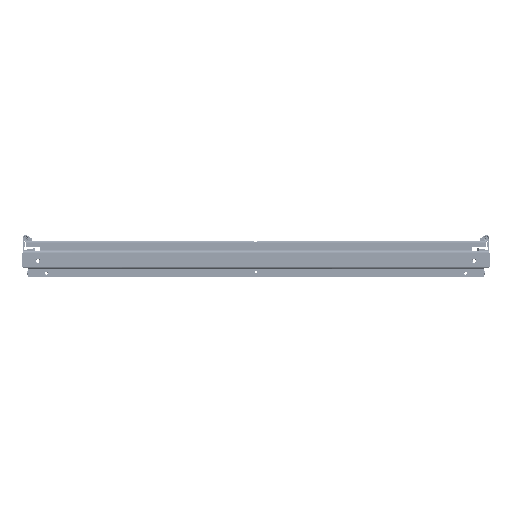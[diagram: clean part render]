
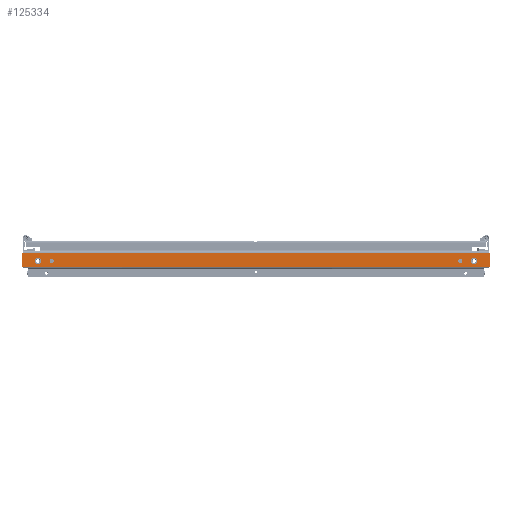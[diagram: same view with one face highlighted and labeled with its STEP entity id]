
A CAD part, front view. The second image highlights one B-rep face of the part: STEP entity #125334.
In plain terms, the highlighted face is planar.
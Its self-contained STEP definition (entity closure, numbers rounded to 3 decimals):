
#436 = EDGE_CURVE ( 'NONE', #6251, #38083, #88700, .T. ) ;
#1336 = CARTESIAN_POINT ( 'NONE',  ( -567.5, -3.319, 0. ) ) ;
#1584 = ORIENTED_EDGE ( 'NONE', *, *, #104259, .T. ) ;
#2062 = EDGE_LOOP ( 'NONE', ( #145255, #134958 ) ) ;
#6251 = VERTEX_POINT ( 'NONE', #26425 ) ;
#6891 = LINE ( 'NONE', #41738, #136688 ) ;
#6939 = AXIS2_PLACEMENT_3D ( 'NONE', #88525, #124938, #89287 ) ;
#8046 = CIRCLE ( 'NONE', #90305, 5.5 ) ;
#8912 = DIRECTION ( 'NONE',  ( 0., 0., 1. ) ) ;
#9262 = ORIENTED_EDGE ( 'NONE', *, *, #15236, .T. ) ;
#9486 = VECTOR ( 'NONE', #101919, 1000. ) ;
#9806 = PLANE ( 'NONE',  #6939 ) ;
#11398 = DIRECTION ( 'NONE',  ( 0., 1., 0. ) ) ;
#11461 = CARTESIAN_POINT ( 'NONE',  ( -524.5, -3.319, 0. ) ) ;
#12530 = DIRECTION ( 'NONE',  ( 0., 0., 1. ) ) ;
#13561 = LINE ( 'NONE', #81661, #46900 ) ;
#14777 = CIRCLE ( 'NONE', #46230, 5.5 ) ;
#15236 = EDGE_CURVE ( 'NONE', #39163, #147925, #55728, .T. ) ;
#16927 = DIRECTION ( 'NONE',  ( -1., 0., 0. ) ) ;
#17914 = AXIS2_PLACEMENT_3D ( 'NONE', #143499, #27581, #16927 ) ;
#18909 = FACE_BOUND ( 'NONE', #59952, .T. ) ;
#20137 = LINE ( 'NONE', #100419, #29013 ) ;
#20598 = VERTEX_POINT ( 'NONE', #60915 ) ;
#21704 = EDGE_CURVE ( 'NONE', #134125, #29733, #6891, .T. ) ;
#23084 = DIRECTION ( 'NONE',  ( -1., 0., 0. ) ) ;
#26425 = CARTESIAN_POINT ( 'NONE',  ( -551.5, -3.319, 0. ) ) ;
#27581 = DIRECTION ( 'NONE',  ( 0., 0., -1. ) ) ;
#28355 = ORIENTED_EDGE ( 'NONE', *, *, #74593, .T. ) ;
#29013 = VECTOR ( 'NONE', #41352, 1000. ) ;
#29419 = AXIS2_PLACEMENT_3D ( 'NONE', #117931, #57366, #46005 ) ;
#29733 = VERTEX_POINT ( 'NONE', #67435 ) ;
#30419 = CARTESIAN_POINT ( 'NONE',  ( 567.5, -3.319, 0. ) ) ;
#30912 = CARTESIAN_POINT ( 'NONE',  ( -524.5, -3.319, 0. ) ) ;
#31125 = LINE ( 'NONE', #88623, #101407 ) ;
#32255 = CARTESIAN_POINT ( 'NONE',  ( -600., -22., 0. ) ) ;
#32933 = EDGE_LOOP ( 'NONE', ( #1584, #121672 ) ) ;
#33420 = CARTESIAN_POINT ( 'NONE',  ( 551.5, -3.319, 0. ) ) ;
#34637 = CARTESIAN_POINT ( 'NONE',  ( 519., -3.319, 0. ) ) ;
#36561 = CARTESIAN_POINT ( 'NONE',  ( 600., 18., 0. ) ) ;
#36888 = ORIENTED_EDGE ( 'NONE', *, *, #51835, .F. ) ;
#37311 = CIRCLE ( 'NONE', #17914, 8. ) ;
#38083 = VERTEX_POINT ( 'NONE', #1336 ) ;
#39163 = VERTEX_POINT ( 'NONE', #87040 ) ;
#40929 = CARTESIAN_POINT ( 'NONE',  ( 530., -3.319, 0. ) ) ;
#41352 = DIRECTION ( 'NONE',  ( -1., 0., 0. ) ) ;
#41738 = CARTESIAN_POINT ( 'NONE',  ( -600., -18., 0. ) ) ;
#41764 = CARTESIAN_POINT ( 'NONE',  ( -597.935, -18., 0. ) ) ;
#42609 = CARTESIAN_POINT ( 'NONE',  ( -600., -18., 0. ) ) ;
#43617 = ORIENTED_EDGE ( 'NONE', *, *, #44370, .T. ) ;
#44370 = EDGE_CURVE ( 'NONE', #122378, #39163, #20137, .T. ) ;
#46005 = DIRECTION ( 'NONE',  ( 1., 0., 0. ) ) ;
#46230 = AXIS2_PLACEMENT_3D ( 'NONE', #11461, #68987, #92438 ) ;
#46900 = VECTOR ( 'NONE', #142338, 1000. ) ;
#46950 = VERTEX_POINT ( 'NONE', #33420 ) ;
#49017 = VECTOR ( 'NONE', #88757, 1000. ) ;
#50320 = DIRECTION ( 'NONE',  ( 1., 0., 0. ) ) ;
#51099 = CIRCLE ( 'NONE', #126164, 5.5 ) ;
#51188 = EDGE_CURVE ( 'NONE', #147925, #134125, #66786, .T. ) ;
#51835 = EDGE_CURVE ( 'NONE', #38083, #6251, #77758, .T. ) ;
#53301 = EDGE_CURVE ( 'NONE', #20598, #124275, #143658, .T. ) ;
#55650 = EDGE_LOOP ( 'NONE', ( #132004, #103566 ) ) ;
#55728 = LINE ( 'NONE', #32255, #9486 ) ;
#55772 = CARTESIAN_POINT ( 'NONE',  ( 600., 18., 0. ) ) ;
#57366 = DIRECTION ( 'NONE',  ( 0., 0., 1. ) ) ;
#57775 = DIRECTION ( 'NONE',  ( -1., 0., 0. ) ) ;
#59701 = DIRECTION ( 'NONE',  ( -1., 0., 0. ) ) ;
#59952 = EDGE_LOOP ( 'NONE', ( #134861, #36888 ) ) ;
#60717 = ORIENTED_EDGE ( 'NONE', *, *, #96133, .T. ) ;
#60915 = CARTESIAN_POINT ( 'NONE',  ( -530., -3.319, 0. ) ) ;
#65055 = FACE_OUTER_BOUND ( 'NONE', #130610, .T. ) ;
#66786 = LINE ( 'NONE', #42609, #49017 ) ;
#67435 = CARTESIAN_POINT ( 'NONE',  ( 597.935, -18., 0. ) ) ;
#67900 = ORIENTED_EDGE ( 'NONE', *, *, #125759, .T. ) ;
#68987 = DIRECTION ( 'NONE',  ( 0., 0., 1. ) ) ;
#70451 = CARTESIAN_POINT ( 'NONE',  ( 600., -18., 0. ) ) ;
#70805 = CARTESIAN_POINT ( 'NONE',  ( -559.5, -3.319, 0. ) ) ;
#74593 = EDGE_CURVE ( 'NONE', #142211, #122378, #86406, .T. ) ;
#77758 = CIRCLE ( 'NONE', #29419, 8. ) ;
#78213 = VERTEX_POINT ( 'NONE', #34637 ) ;
#78664 = FACE_BOUND ( 'NONE', #55650, .T. ) ;
#78813 = CARTESIAN_POINT ( 'NONE',  ( -519., -3.319, 0. ) ) ;
#78873 = VERTEX_POINT ( 'NONE', #40929 ) ;
#78971 = AXIS2_PLACEMENT_3D ( 'NONE', #70805, #12530, #50320 ) ;
#80187 = VECTOR ( 'NONE', #134919, 1000. ) ;
#81661 = CARTESIAN_POINT ( 'NONE',  ( -600., -18., 0. ) ) ;
#81932 = CARTESIAN_POINT ( 'NONE',  ( -600., -18., 0. ) ) ;
#83130 = DIRECTION ( 'NONE',  ( 0., 0., -1. ) ) ;
#86406 = LINE ( 'NONE', #120532, #80187 ) ;
#86592 = CIRCLE ( 'NONE', #127864, 8. ) ;
#87040 = CARTESIAN_POINT ( 'NONE',  ( -600., 18., 0. ) ) ;
#88525 = CARTESIAN_POINT ( 'NONE',  ( 0., 0., 0. ) ) ;
#88623 = CARTESIAN_POINT ( 'NONE',  ( 600., -22., 0. ) ) ;
#88700 = CIRCLE ( 'NONE', #78971, 8. ) ;
#88757 = DIRECTION ( 'NONE',  ( 1., 0., 0. ) ) ;
#89287 = DIRECTION ( 'NONE',  ( -1., 0., 0. ) ) ;
#90305 = AXIS2_PLACEMENT_3D ( 'NONE', #140517, #116970, #23084 ) ;
#92438 = DIRECTION ( 'NONE',  ( 1., 0., 0. ) ) ;
#94334 = EDGE_CURVE ( 'NONE', #78213, #78873, #8046, .T. ) ;
#96133 = EDGE_CURVE ( 'NONE', #29733, #134327, #13561, .T. ) ;
#99163 = ORIENTED_EDGE ( 'NONE', *, *, #139910, .T. ) ;
#100419 = CARTESIAN_POINT ( 'NONE',  ( 600., 18., 0. ) ) ;
#101407 = VECTOR ( 'NONE', #11398, 1000. ) ;
#101919 = DIRECTION ( 'NONE',  ( 0., -1., 0. ) ) ;
#103566 = ORIENTED_EDGE ( 'NONE', *, *, #118072, .T. ) ;
#103893 = DIRECTION ( 'NONE',  ( 0., 0., -1. ) ) ;
#104106 = CARTESIAN_POINT ( 'NONE',  ( -598., 18., 0. ) ) ;
#104259 = EDGE_CURVE ( 'NONE', #78873, #78213, #51099, .T. ) ;
#106964 = LINE ( 'NONE', #36561, #149778 ) ;
#111296 = FACE_BOUND ( 'NONE', #2062, .T. ) ;
#112764 = EDGE_CURVE ( 'NONE', #124275, #20598, #14777, .T. ) ;
#116006 = CARTESIAN_POINT ( 'NONE',  ( 559.5, -3.319, 0. ) ) ;
#116970 = DIRECTION ( 'NONE',  ( 0., 0., -1. ) ) ;
#117931 = CARTESIAN_POINT ( 'NONE',  ( -559.5, -3.319, 0. ) ) ;
#118072 = EDGE_CURVE ( 'NONE', #46950, #134087, #37311, .T. ) ;
#120025 = ORIENTED_EDGE ( 'NONE', *, *, #21704, .T. ) ;
#120532 = CARTESIAN_POINT ( 'NONE',  ( 600., 18., 0. ) ) ;
#121672 = ORIENTED_EDGE ( 'NONE', *, *, #94334, .T. ) ;
#122378 = VERTEX_POINT ( 'NONE', #104106 ) ;
#122555 = DIRECTION ( 'NONE',  ( 1., 0., 0. ) ) ;
#124242 = AXIS2_PLACEMENT_3D ( 'NONE', #30912, #8912, #122555 ) ;
#124275 = VERTEX_POINT ( 'NONE', #78813 ) ;
#124938 = DIRECTION ( 'NONE',  ( 0., 0., -1. ) ) ;
#124996 = EDGE_CURVE ( 'NONE', #134087, #46950, #86592, .T. ) ;
#125334 = ADVANCED_FACE ( 'NONE', ( #78664, #146246, #18909, #111296, #65055 ), #9806, .F. ) ;
#125759 = EDGE_CURVE ( 'NONE', #127960, #142211, #106964, .T. ) ;
#126164 = AXIS2_PLACEMENT_3D ( 'NONE', #128620, #83130, #59701 ) ;
#127864 = AXIS2_PLACEMENT_3D ( 'NONE', #116006, #103893, #138787 ) ;
#127960 = VERTEX_POINT ( 'NONE', #55772 ) ;
#128620 = CARTESIAN_POINT ( 'NONE',  ( 524.5, -3.319, 0. ) ) ;
#130610 = EDGE_LOOP ( 'NONE', ( #146872, #120025, #60717, #99163, #67900, #28355, #43617, #9262 ) ) ;
#132004 = ORIENTED_EDGE ( 'NONE', *, *, #124996, .T. ) ;
#133407 = DIRECTION ( 'NONE',  ( 1., 0., 0. ) ) ;
#134087 = VERTEX_POINT ( 'NONE', #30419 ) ;
#134125 = VERTEX_POINT ( 'NONE', #41764 ) ;
#134327 = VERTEX_POINT ( 'NONE', #70451 ) ;
#134861 = ORIENTED_EDGE ( 'NONE', *, *, #436, .F. ) ;
#134919 = DIRECTION ( 'NONE',  ( -1., 0., 0. ) ) ;
#134958 = ORIENTED_EDGE ( 'NONE', *, *, #53301, .F. ) ;
#135934 = CARTESIAN_POINT ( 'NONE',  ( 598., 18., 0. ) ) ;
#136688 = VECTOR ( 'NONE', #133407, 1000. ) ;
#138787 = DIRECTION ( 'NONE',  ( -1., 0., 0. ) ) ;
#139910 = EDGE_CURVE ( 'NONE', #134327, #127960, #31125, .T. ) ;
#140517 = CARTESIAN_POINT ( 'NONE',  ( 524.5, -3.319, 0. ) ) ;
#142211 = VERTEX_POINT ( 'NONE', #135934 ) ;
#142338 = DIRECTION ( 'NONE',  ( 1., 0., 0. ) ) ;
#143499 = CARTESIAN_POINT ( 'NONE',  ( 559.5, -3.319, 0. ) ) ;
#143658 = CIRCLE ( 'NONE', #124242, 5.5 ) ;
#145255 = ORIENTED_EDGE ( 'NONE', *, *, #112764, .F. ) ;
#146246 = FACE_BOUND ( 'NONE', #32933, .T. ) ;
#146872 = ORIENTED_EDGE ( 'NONE', *, *, #51188, .T. ) ;
#147925 = VERTEX_POINT ( 'NONE', #81932 ) ;
#149778 = VECTOR ( 'NONE', #57775, 1000. ) ;
